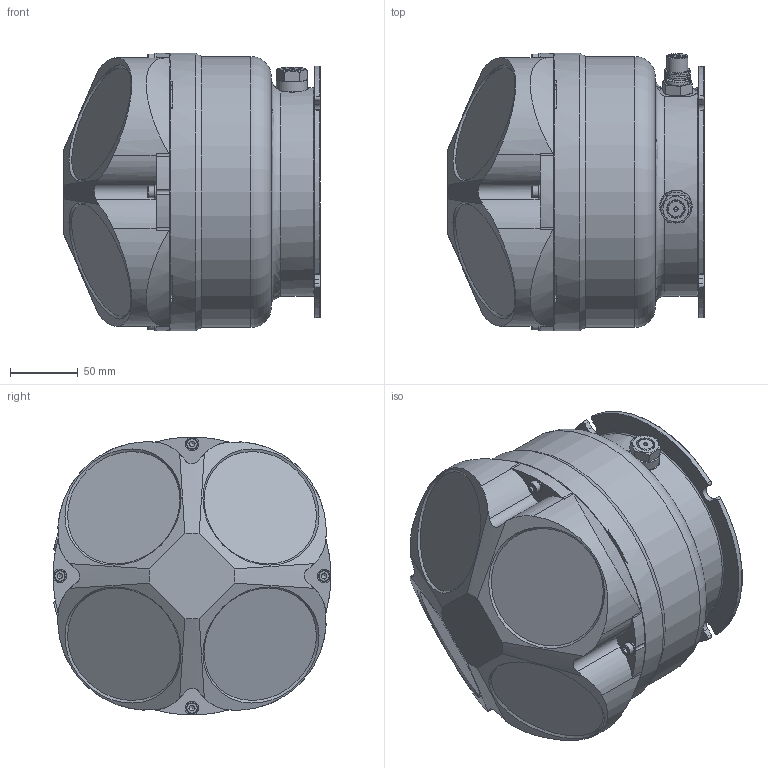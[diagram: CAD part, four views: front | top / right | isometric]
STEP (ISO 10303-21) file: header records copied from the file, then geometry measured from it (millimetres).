
FILE_DESCRIPTION(/* description */ (''),/* implementation_level */ '2;1');
FILE_NAME(/* name */ '8275-4531.stp',/* time_stamp */ '2019-09-27T10:17:56+01:00',/* author */ ('db'),/* organization */ (''),/* preprocessor_version */ 'ST-DEVELOPER v17.2',/* originating_system */ 'Autodesk Inventor 2019',/* authorisation */ '');
FILE_SCHEMA (('AUTOMOTIVE_DESIGN { 1 0 10303 214 3 1 1 }'));
Length unit declared in the file: millimetre
Products named in the file (1): 8275-000-4530 4K shrinkwrap
Bounding box: 189 x 205 x 205 mm (x, y, z)
Volume: 4918567.6 mm3; surface area: 189888.4 mm2
Topology: 1 solids, 1 shells, 459 faces, 1181 edges, 790 vertices
Faces by surface type: plane 172, cylinder 160, cone 104, torus 19, bspline 4
Full cylindrical faces by diameter (mm): 2 x16, 3.1 x16, 3.242 x1, 4.917 x8, 6 x3, 6.2 x8, 8.5 x4, 9.85 x2, 9.855 x1, 10 x4, 12.65 x3, 12.7 x2, 15.5 x2, 17.526 x6, 18.796 x6, 23 x1, 24 x1, 200 x1, 205 x1
Entity records: 16018 total; most frequent: CARTESIAN_POINT 4690, DIRECTION 2476, ORIENTED_EDGE 2336, EDGE_CURVE 1168, AXIS2_PLACEMENT_3D 1041, VERTEX_POINT 790, CIRCLE 573, EDGE_LOOP 538
